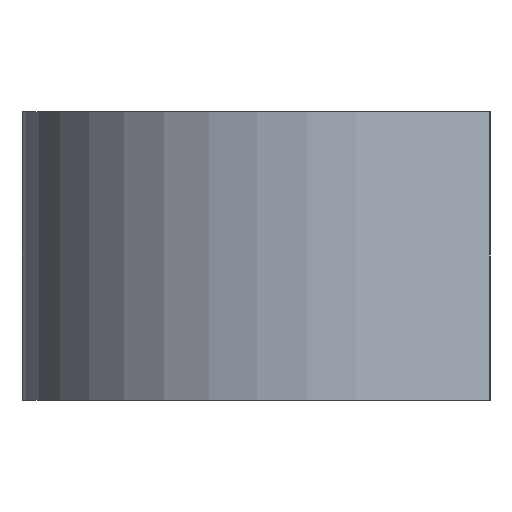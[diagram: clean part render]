
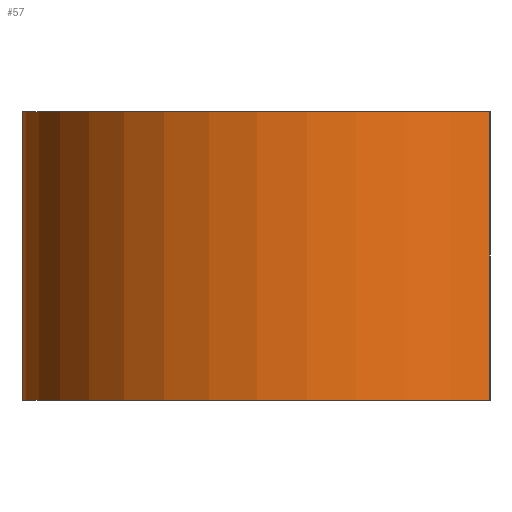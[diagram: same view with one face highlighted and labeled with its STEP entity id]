
A CAD part, left-side view. The second image highlights one B-rep face of the part: STEP entity #57.
In plain terms, the highlighted cylindrical face has radius 14.8 mm (diameter 29.6 mm), a partial arc.
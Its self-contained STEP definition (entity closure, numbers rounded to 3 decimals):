
#24 = VERTEX_POINT('',#25);
#25 = CARTESIAN_POINT('',(-49.5,14.8,-7.5));
#31 = EDGE_CURVE('',#32,#24,#34,.T.);
#32 = VERTEX_POINT('',#33);
#33 = CARTESIAN_POINT('',(-49.5,14.8,7.5));
#34 = LINE('',#35,#36);
#35 = CARTESIAN_POINT('',(-49.5,14.8,7.5));
#36 = VECTOR('',#37,1.);
#37 = DIRECTION('',(0.,0.,-1.));
#57 = ADVANCED_FACE('',(#58),#85,.T.);
#58 = FACE_BOUND('',#59,.T.);
#59 = EDGE_LOOP('',(#60,#69,#77,#84));
#60 = ORIENTED_EDGE('',*,*,#61,.T.);
#61 = EDGE_CURVE('',#24,#62,#64,.T.);
#62 = VERTEX_POINT('',#63);
#63 = CARTESIAN_POINT('',(-60.849,-9.5,-7.5));
#64 = CIRCLE('',#65,14.8);
#65 = AXIS2_PLACEMENT_3D('',#66,#67,#68);
#66 = CARTESIAN_POINT('',(-49.5,0.,-7.5));
#67 = DIRECTION('',(0.,0.,1.));
#68 = DIRECTION('',(1.,0.,-0.));
#69 = ORIENTED_EDGE('',*,*,#70,.F.);
#70 = EDGE_CURVE('',#71,#62,#73,.T.);
#71 = VERTEX_POINT('',#72);
#72 = CARTESIAN_POINT('',(-60.849,-9.5,7.5));
#73 = LINE('',#74,#75);
#74 = CARTESIAN_POINT('',(-60.849,-9.5,7.5));
#75 = VECTOR('',#76,1.);
#76 = DIRECTION('',(0.,0.,-1.));
#77 = ORIENTED_EDGE('',*,*,#78,.F.);
#78 = EDGE_CURVE('',#32,#71,#79,.T.);
#79 = CIRCLE('',#80,14.8);
#80 = AXIS2_PLACEMENT_3D('',#81,#82,#83);
#81 = CARTESIAN_POINT('',(-49.5,0.,7.5));
#82 = DIRECTION('',(0.,0.,1.));
#83 = DIRECTION('',(1.,0.,-0.));
#84 = ORIENTED_EDGE('',*,*,#31,.T.);
#85 = CYLINDRICAL_SURFACE('',#86,14.8);
#86 = AXIS2_PLACEMENT_3D('',#87,#88,#89);
#87 = CARTESIAN_POINT('',(-49.5,0.,7.5));
#88 = DIRECTION('',(0.,0.,-1.));
#89 = DIRECTION('',(-1.,0.,0.));
